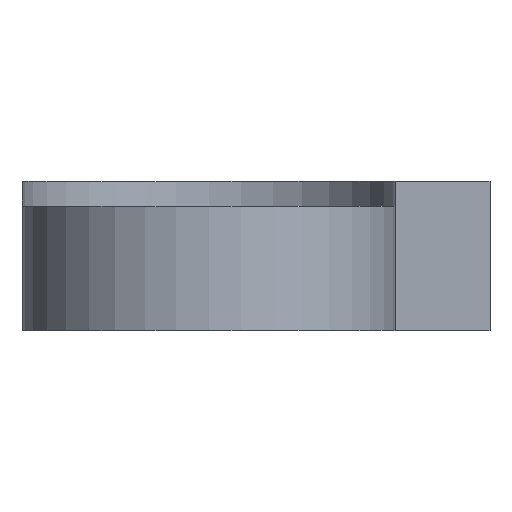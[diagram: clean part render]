
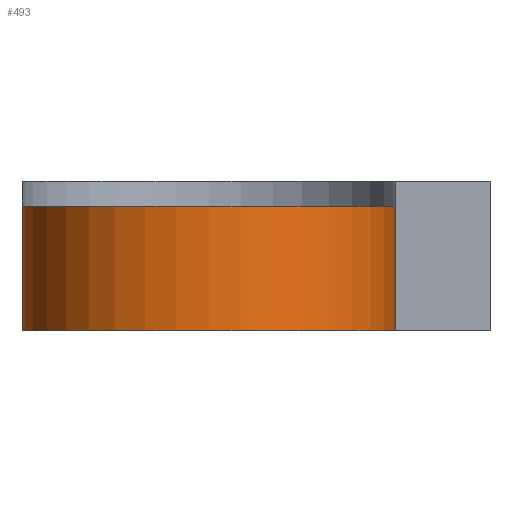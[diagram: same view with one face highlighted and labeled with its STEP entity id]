
A CAD part, front view. The second image highlights one B-rep face of the part: STEP entity #493.
In plain terms, the highlighted cylindrical face has radius 3.75 mm (diameter 7.5 mm), a partial arc.
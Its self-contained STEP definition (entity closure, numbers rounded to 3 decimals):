
#26=CYLINDRICAL_SURFACE('',#556,3.75);
#59=FACE_OUTER_BOUND('',#89,.T.);
#89=EDGE_LOOP('',(#439,#440,#441,#442));
#116=LINE('',#767,#160);
#128=LINE('',#800,#172);
#160=VECTOR('',#610,10.);
#172=VECTOR('',#640,10.);
#201=CIRCLE('',#548,3.75);
#206=CIRCLE('',#557,3.75);
#231=VERTEX_POINT('',#764);
#232=VERTEX_POINT('',#766);
#233=VERTEX_POINT('',#770);
#244=VERTEX_POINT('',#798);
#280=EDGE_CURVE('',#232,#231,#116,.T.);
#297=EDGE_CURVE('',#244,#233,#128,.T.);
#311=EDGE_CURVE('',#231,#233,#201,.T.);
#318=EDGE_CURVE('',#244,#232,#206,.T.);
#439=ORIENTED_EDGE('',*,*,#311,.T.);
#440=ORIENTED_EDGE('',*,*,#297,.F.);
#441=ORIENTED_EDGE('',*,*,#318,.T.);
#442=ORIENTED_EDGE('',*,*,#280,.T.);
#493=ADVANCED_FACE('',(#59),#26,.T.);
#548=AXIS2_PLACEMENT_3D('',#828,#681,#682);
#556=AXIS2_PLACEMENT_3D('',#841,#699,#700);
#557=AXIS2_PLACEMENT_3D('',#842,#701,#702);
#610=DIRECTION('',(0.,0.,1.));
#640=DIRECTION('',(0.,0.,1.));
#681=DIRECTION('center_axis',(0.,0.,
-1.));
#682=DIRECTION('ref_axis',(-1.,0.,0.));
#699=DIRECTION('center_axis',(0.,0.,1.));
#700=DIRECTION('ref_axis',(-1.,0.,0.));
#701=DIRECTION('center_axis',(0.,0.,
1.));
#702=DIRECTION('ref_axis',(-1.,0.,0.));
#764=CARTESIAN_POINT('',(-101.918,-15.5,58.572));
#766=CARTESIAN_POINT('',(-101.918,-15.5,56.072));
#767=CARTESIAN_POINT('',(-101.918,-15.5,56.072));
#770=CARTESIAN_POINT('',(-109.418,-15.5,58.572));
#798=CARTESIAN_POINT('',(-109.418,-15.5,56.072));
#800=CARTESIAN_POINT('',(-109.418,-15.5,56.072));
#828=CARTESIAN_POINT('Origin',(-105.668,-15.5,58.572));
#841=CARTESIAN_POINT('Origin',(-105.668,-15.5,56.072));
#842=CARTESIAN_POINT('Origin',(-105.668,-15.5,56.072));
